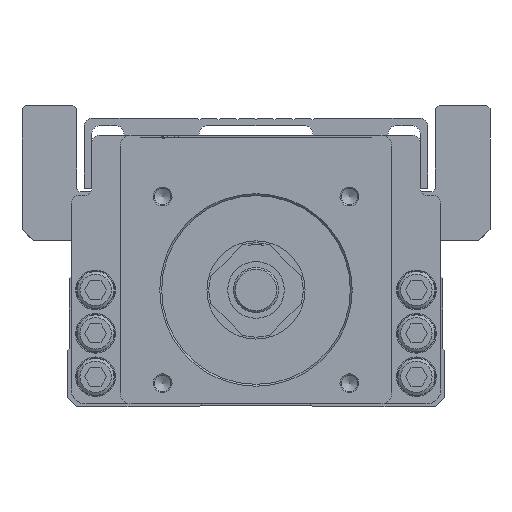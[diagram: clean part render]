
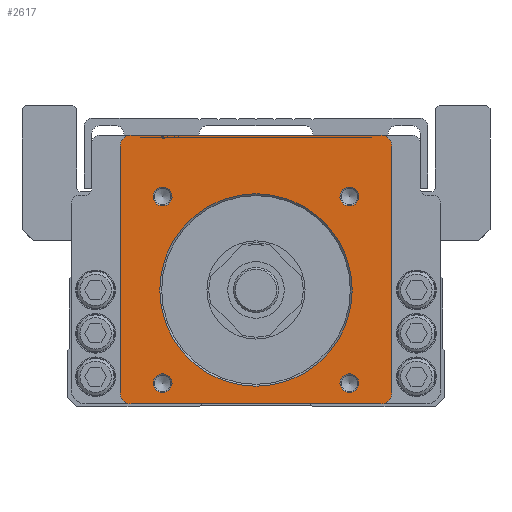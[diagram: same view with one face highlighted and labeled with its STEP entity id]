
A CAD part, front view. The second image highlights one B-rep face of the part: STEP entity #2617.
In plain terms, the highlighted face is planar.
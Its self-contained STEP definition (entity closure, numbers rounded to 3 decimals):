
#969=CIRCLE('',#25045,3.);
#971=CIRCLE('',#25049,3.);
#982=CIRCLE('',#25068,25.5);
#983=CIRCLE('',#25069,2.5);
#984=CIRCLE('',#25070,2.5);
#985=CIRCLE('',#25071,2.5);
#986=CIRCLE('',#25072,2.5);
#987=CIRCLE('',#25073,3.);
#988=CIRCLE('',#25074,3.);
#1658=FACE_BOUND('',#6095,.T.);
#1659=FACE_BOUND('',#6096,.T.);
#1660=FACE_BOUND('',#6097,.T.);
#1661=FACE_BOUND('',#6098,.T.);
#1662=FACE_BOUND('',#6099,.T.);
#1663=FACE_BOUND('',#6100,.T.);
#2617=ADVANCED_FACE('',(#1658,#1659,#1660,#1661,#1662,#1663),#4011,.T.);
#4011=PLANE('',#25075);
#6095=EDGE_LOOP('',(#8609));
#6096=EDGE_LOOP('',(#8610));
#6097=EDGE_LOOP('',(#8611));
#6098=EDGE_LOOP('',(#8612));
#6099=EDGE_LOOP('',(#8613));
#6100=EDGE_LOOP('',(#8614,#8615,#8616,#8617,#8618,#8619,#8620,#8621));
#8609=ORIENTED_EDGE('',*,*,#17201,.T.);
#8610=ORIENTED_EDGE('',*,*,#17202,.T.);
#8611=ORIENTED_EDGE('',*,*,#17203,.T.);
#8612=ORIENTED_EDGE('',*,*,#17204,.T.);
#8613=ORIENTED_EDGE('',*,*,#17205,.T.);
#8614=ORIENTED_EDGE('',*,*,#17135,.T.);
#8615=ORIENTED_EDGE('',*,*,#17206,.T.);
#8616=ORIENTED_EDGE('',*,*,#17161,.T.);
#8617=ORIENTED_EDGE('',*,*,#17169,.T.);
#8618=ORIENTED_EDGE('',*,*,#17103,.T.);
#8619=ORIENTED_EDGE('',*,*,#17171,.T.);
#8620=ORIENTED_EDGE('',*,*,#17156,.T.);
#8621=ORIENTED_EDGE('',*,*,#17207,.T.);
#14729=VERTEX_POINT('',#34680);
#14730=VERTEX_POINT('',#34682);
#14753=VERTEX_POINT('',#34807);
#14754=VERTEX_POINT('',#34809);
#14772=VERTEX_POINT('',#34850);
#14773=VERTEX_POINT('',#34852);
#14776=VERTEX_POINT('',#34861);
#14777=VERTEX_POINT('',#34862);
#14794=VERTEX_POINT('',#34930);
#14795=VERTEX_POINT('',#34932);
#14796=VERTEX_POINT('',#34934);
#14797=VERTEX_POINT('',#34936);
#14798=VERTEX_POINT('',#34938);
#17103=EDGE_CURVE('',#14730,#14729,#20210,.T.);
#17135=EDGE_CURVE('',#14754,#14753,#20224,.T.);
#17156=EDGE_CURVE('',#14773,#14772,#20240,.T.);
#17161=EDGE_CURVE('',#14776,#14777,#20244,.T.);
#17169=EDGE_CURVE('',#14777,#14730,#969,.T.);
#17171=EDGE_CURVE('',#14729,#14773,#971,.T.);
#17201=EDGE_CURVE('',#14794,#14794,#982,.T.);
#17202=EDGE_CURVE('',#14795,#14795,#983,.T.);
#17203=EDGE_CURVE('',#14796,#14796,#984,.T.);
#17204=EDGE_CURVE('',#14797,#14797,#985,.T.);
#17205=EDGE_CURVE('',#14798,#14798,#986,.T.);
#17206=EDGE_CURVE('',#14753,#14776,#987,.T.);
#17207=EDGE_CURVE('',#14772,#14754,#988,.T.);
#20210=LINE('',#34681,#22595);
#20224=LINE('',#34808,#22609);
#20240=LINE('',#34851,#22625);
#20244=LINE('',#34860,#22629);
#22595=VECTOR('',#27716,1.);
#22609=VECTOR('',#27764,1.);
#22625=VECTOR('',#27796,1.);
#22629=VECTOR('',#27804,1.);
#25045=AXIS2_PLACEMENT_3D('',#34873,#27817,#27818);
#25049=AXIS2_PLACEMENT_3D('',#34877,#27825,#27826);
#25068=AXIS2_PLACEMENT_3D('',#34929,#27882,#27883);
#25069=AXIS2_PLACEMENT_3D('',#34931,#27884,#27885);
#25070=AXIS2_PLACEMENT_3D('',#34933,#27886,#27887);
#25071=AXIS2_PLACEMENT_3D('',#34935,#27888,#27889);
#25072=AXIS2_PLACEMENT_3D('',#34937,#27890,#27891);
#25073=AXIS2_PLACEMENT_3D('',#34939,#27892,#27893);
#25074=AXIS2_PLACEMENT_3D('',#34940,#27894,#27895);
#25075=AXIS2_PLACEMENT_3D('',#34941,#27896,#27897);
#27716=DIRECTION('',(-1.,0.,0.));
#27764=DIRECTION('',(1.,0.,0.));
#27796=DIRECTION('',(0.,0.,-1.));
#27804=DIRECTION('',(0.,0.,1.));
#27817=DIRECTION('',(0.,-1.,0.));
#27818=DIRECTION('',(0.,0.,-1.));
#27825=DIRECTION('',(0.,-1.,0.));
#27826=DIRECTION('',(0.,0.,-1.));
#27882=DIRECTION('',(0.,1.,0.));
#27883=DIRECTION('',(0.,0.,-1.));
#27884=DIRECTION('',(0.,1.,0.));
#27885=DIRECTION('',(0.,0.,-1.));
#27886=DIRECTION('',(0.,1.,0.));
#27887=DIRECTION('',(0.,0.,-1.));
#27888=DIRECTION('',(0.,1.,0.));
#27889=DIRECTION('',(0.,0.,-1.));
#27890=DIRECTION('',(0.,1.,0.));
#27891=DIRECTION('',(0.,0.,-1.));
#27892=DIRECTION('',(0.,-1.,0.));
#27893=DIRECTION('',(0.,0.,-1.));
#27894=DIRECTION('',(0.,-1.,0.));
#27895=DIRECTION('',(0.,0.,-1.));
#27896=DIRECTION('',(0.,-1.,0.));
#27897=DIRECTION('',(0.,0.,1.));
#34680=CARTESIAN_POINT('',(-33.,-299.9,17.));
#34681=CARTESIAN_POINT('',(33.,-299.9,17.));
#34682=CARTESIAN_POINT('',(33.,-299.9,17.));
#34807=CARTESIAN_POINT('',(33.,-299.9,-54.2));
#34808=CARTESIAN_POINT('',(-49.,-299.9,-54.2));
#34809=CARTESIAN_POINT('',(-33.,-299.9,-54.2));
#34850=CARTESIAN_POINT('',(-36.,-299.9,-51.2));
#34851=CARTESIAN_POINT('',(-36.,-299.9,12.));
#34852=CARTESIAN_POINT('',(-36.,-299.9,14.));
#34860=CARTESIAN_POINT('',(36.,-299.9,-54.5));
#34861=CARTESIAN_POINT('',(36.,-299.9,-51.2));
#34862=CARTESIAN_POINT('',(36.,-299.9,14.));
#34873=CARTESIAN_POINT('',(33.,-299.9,14.));
#34877=CARTESIAN_POINT('',(-33.,-299.9,14.));
#34929=CARTESIAN_POINT('',(0.,-299.9,-24.));
#34930=CARTESIAN_POINT('',(0.,-299.9,-49.5));
#34931=CARTESIAN_POINT('',(-24.749,-299.9,-48.749));
#34932=CARTESIAN_POINT('',(-24.749,-299.9,-51.249));
#34933=CARTESIAN_POINT('',(-24.749,-299.9,0.749));
#34934=CARTESIAN_POINT('',(-24.749,-299.9,-1.751));
#34935=CARTESIAN_POINT('',(24.749,-299.9,0.749));
#34936=CARTESIAN_POINT('',(24.749,-299.9,-1.751));
#34937=CARTESIAN_POINT('',(24.749,-299.9,-48.749));
#34938=CARTESIAN_POINT('',(24.749,-299.9,-51.249));
#34939=CARTESIAN_POINT('',(33.,-299.9,-51.2));
#34940=CARTESIAN_POINT('',(-33.,-299.9,-51.2));
#34941=CARTESIAN_POINT('',(-33.,-299.9,12.));
